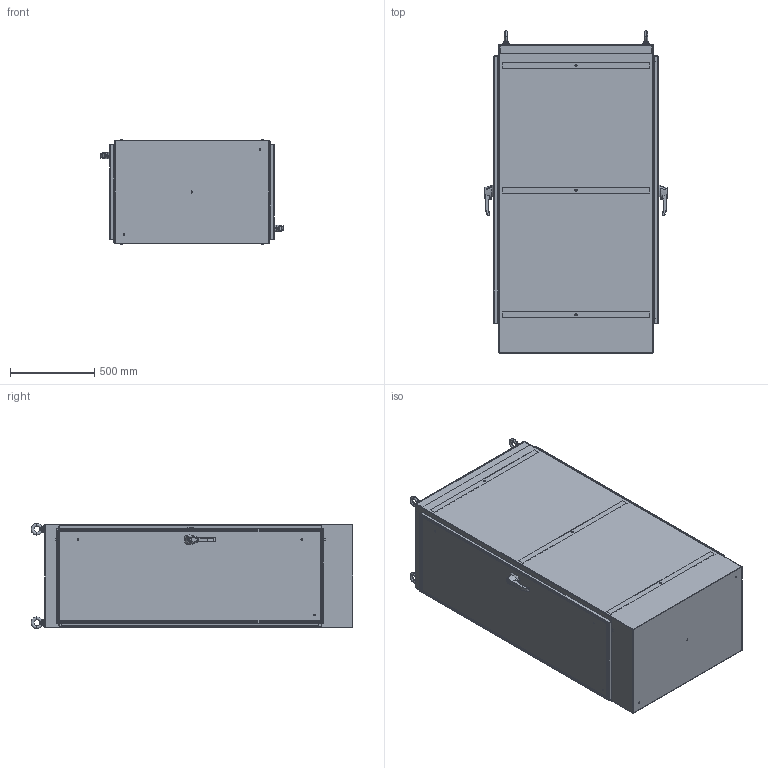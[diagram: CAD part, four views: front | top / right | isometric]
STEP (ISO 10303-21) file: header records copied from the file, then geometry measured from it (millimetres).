
FILE_DESCRIPTION (( 'STEP AP214' ), '1' );
FILE_NAME ('HN4FS722436DASS.STEP', '2019-09-04T10:56:24', ( '' ), ( '' ), 'SwSTEP 2.0', 'SolidWorks 2018', '' );
FILE_SCHEMA (( 'AUTOMOTIVE_DESIGN' ));
Length unit declared in the file: inch
Products named in the file (1): HN4FS722436DASS
Bounding box: 1083.67 x 1911.5 x 624.94 mm (x, y, z)
Volume: 21332595.7 mm3; surface area: 17582162.6 mm2
Topology: 91 solids, 93 shells, 3303 faces, 8755 edges, 5647 vertices
Faces by surface type: cylinder 1517, plane 1445, cone 169, bspline 140, torus 32
Entity records: 169981 total; most frequent: CARTESIAN_POINT 45044, ORIENTED_EDGE 17450, DIRECTION 17274, EDGE_CURVE 8725, AXIS2_PLACEMENT_3D 6291, VERTEX_POINT 5647, VECTOR 4692, LINE 4692
